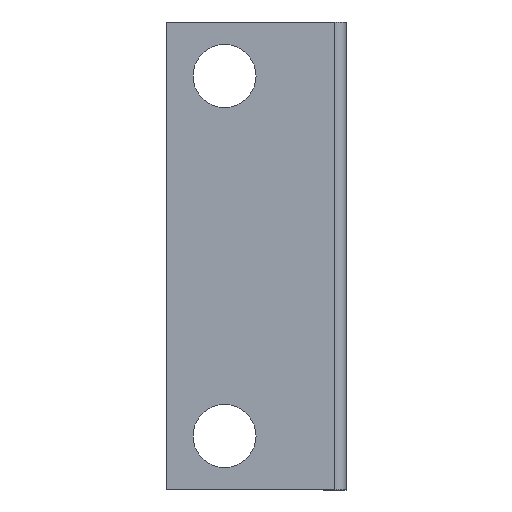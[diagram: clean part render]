
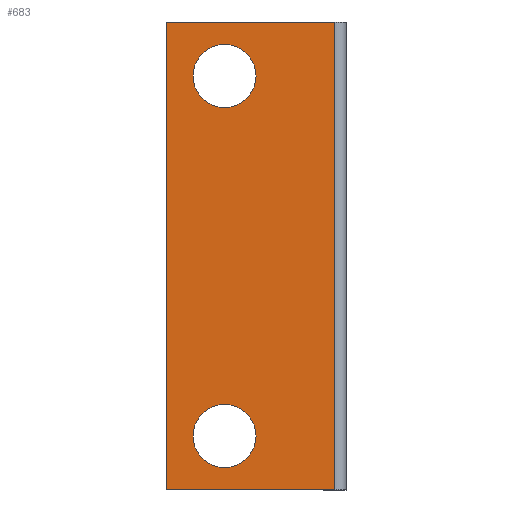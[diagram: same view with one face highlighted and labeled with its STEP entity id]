
A CAD part, front view. The second image highlights one B-rep face of the part: STEP entity #683.
In plain terms, the highlighted planar face has unit normal (0, -1, 0).
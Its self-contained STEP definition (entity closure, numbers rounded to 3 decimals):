
#38 = ORIENTED_EDGE ( 'NONE', *, *, #712, .F. ) ;
#44 = ORIENTED_EDGE ( 'NONE', *, *, #699, .F. ) ;
#46 = ORIENTED_EDGE ( 'NONE', *, *, #799, .F. ) ;
#57 = CARTESIAN_POINT ( 'NONE',  ( 76.5, -304., 25.5 ) ) ;
#65 = CARTESIAN_POINT ( 'NONE',  ( 88.75, -304., 68. ) ) ;
#100 = CARTESIAN_POINT ( 'NONE',  ( 76.5, -304., 58.5 ) ) ;
#253 = VECTOR ( 'NONE', #1557, 1000. ) ;
#254 = LINE ( 'NONE', #1447, #253 ) ;
#278 = DIRECTION ( 'NONE',  ( 0., 0., 1. ) ) ;
#306 = CARTESIAN_POINT ( 'NONE',  ( 76.5, -304., 62. ) ) ;
#323 = DIRECTION ( 'NONE',  ( 0., -1., 0. ) ) ;
#324 = DIRECTION ( 'NONE',  ( 0., 0., 1. ) ) ;
#389 = CARTESIAN_POINT ( 'NONE',  ( 70., -304., 68. ) ) ;
#397 = CARTESIAN_POINT ( 'NONE',  ( 76.5, -304., 62. ) ) ;
#403 = DIRECTION ( 'NONE',  ( 0., 1., 0. ) ) ;
#404 = CARTESIAN_POINT ( 'NONE',  ( 70., -304., 68. ) ) ;
#410 = PLANE ( 'NONE',  #887 ) ;
#413 = DIRECTION ( 'NONE',  ( 1., 0., 0. ) ) ;
#418 = DIRECTION ( 'NONE',  ( 0., -1., 0. ) ) ;
#419 = DIRECTION ( 'NONE',  ( 0., 0., 1. ) ) ;
#440 = CARTESIAN_POINT ( 'NONE',  ( 76.5, -304., 65.5 ) ) ;
#448 = VERTEX_POINT ( 'NONE', #440 ) ;
#456 = CARTESIAN_POINT ( 'NONE',  ( 76.5, -304., 18.5 ) ) ;
#466 = VERTEX_POINT ( 'NONE', #456 ) ;
#479 = CARTESIAN_POINT ( 'NONE',  ( 70., -304., 68. ) ) ;
#481 = CARTESIAN_POINT ( 'NONE',  ( 70., -304., 16. ) ) ;
#521 = CARTESIAN_POINT ( 'NONE',  ( 88.75, -304., 16. ) ) ;
#532 = VERTEX_POINT ( 'NONE', #479 ) ;
#539 = VERTEX_POINT ( 'NONE', #481 ) ;
#543 = VERTEX_POINT ( 'NONE', #521 ) ;
#570 = VERTEX_POINT ( 'NONE', #57 ) ;
#596 = VERTEX_POINT ( 'NONE', #65 ) ;
#607 = VERTEX_POINT ( 'NONE', #100 ) ;
#683 = ADVANCED_FACE ( 'NONE', ( #1157, #1146, #1152 ), #410, .F. ) ;
#699 = EDGE_CURVE ( 'NONE', #607, #448, #1122, .T. ) ;
#705 = EDGE_CURVE ( 'NONE', #532, #596, #1129, .T. ) ;
#712 = EDGE_CURVE ( 'NONE', #448, #607, #1132, .T. ) ;
#740 = EDGE_CURVE ( 'NONE', #539, #543, #1058, .T. ) ;
#780 = EDGE_CURVE ( 'NONE', #466, #570, #1082, .T. ) ;
#784 = EDGE_CURVE ( 'NONE', #532, #539, #940, .T. ) ;
#799 = EDGE_CURVE ( 'NONE', #570, #466, #976, .T. ) ;
#872 = AXIS2_PLACEMENT_3D ( 'NONE', #306, #418, #419 ) ;
#873 = AXIS2_PLACEMENT_3D ( 'NONE', #1607, #1483, #1562 ) ;
#887 = AXIS2_PLACEMENT_3D ( 'NONE', #404, #403, #278 ) ;
#889 = AXIS2_PLACEMENT_3D ( 'NONE', #397, #323, #324 ) ;
#901 = AXIS2_PLACEMENT_3D ( 'NONE', #1626, #1449, #1397 ) ;
#919 = EDGE_CURVE ( 'NONE', #543, #596, #254, .T. ) ;
#940 = LINE ( 'NONE', #1362, #1053 ) ;
#976 = CIRCLE ( 'NONE', #901, 3.5 ) ;
#1053 = VECTOR ( 'NONE', #1509, 1000. ) ;
#1058 = LINE ( 'NONE', #1606, #1063 ) ;
#1063 = VECTOR ( 'NONE', #1452, 1000. ) ;
#1082 = CIRCLE ( 'NONE', #873, 3.5 ) ;
#1122 = CIRCLE ( 'NONE', #889, 3.5 ) ;
#1129 = LINE ( 'NONE', #389, #1131 ) ;
#1131 = VECTOR ( 'NONE', #413, 1000. ) ;
#1132 = CIRCLE ( 'NONE', #872, 3.5 ) ;
#1146 = FACE_OUTER_BOUND ( 'NONE', #1230, .T. ) ;
#1152 = FACE_BOUND ( 'NONE', #1327, .T. ) ;
#1157 = FACE_BOUND ( 'NONE', #1328, .T. ) ;
#1171 = ORIENTED_EDGE ( 'NONE', *, *, #919, .T. ) ;
#1230 = EDGE_LOOP ( 'NONE', ( #1308, #1171, #1309, #1351 ) ) ;
#1308 = ORIENTED_EDGE ( 'NONE', *, *, #740, .T. ) ;
#1309 = ORIENTED_EDGE ( 'NONE', *, *, #705, .F. ) ;
#1327 = EDGE_LOOP ( 'NONE', ( #44, #38 ) ) ;
#1328 = EDGE_LOOP ( 'NONE', ( #1339, #46 ) ) ;
#1339 = ORIENTED_EDGE ( 'NONE', *, *, #780, .F. ) ;
#1351 = ORIENTED_EDGE ( 'NONE', *, *, #784, .T. ) ;
#1362 = CARTESIAN_POINT ( 'NONE',  ( 70., -304., 68. ) ) ;
#1397 = DIRECTION ( 'NONE',  ( 0., 0., 1. ) ) ;
#1447 = CARTESIAN_POINT ( 'NONE',  ( 88.75, -304., 68. ) ) ;
#1449 = DIRECTION ( 'NONE',  ( 0., -1., 0. ) ) ;
#1452 = DIRECTION ( 'NONE',  ( 1., 0., 0. ) ) ;
#1483 = DIRECTION ( 'NONE',  ( 0., -1., 0. ) ) ;
#1509 = DIRECTION ( 'NONE',  ( 0., 0., -1. ) ) ;
#1557 = DIRECTION ( 'NONE',  ( 0., 0., 1. ) ) ;
#1562 = DIRECTION ( 'NONE',  ( 0., 0., 1. ) ) ;
#1606 = CARTESIAN_POINT ( 'NONE',  ( 70., -304., 16. ) ) ;
#1607 = CARTESIAN_POINT ( 'NONE',  ( 76.5, -304., 22. ) ) ;
#1626 = CARTESIAN_POINT ( 'NONE',  ( 76.5, -304., 22. ) ) ;
